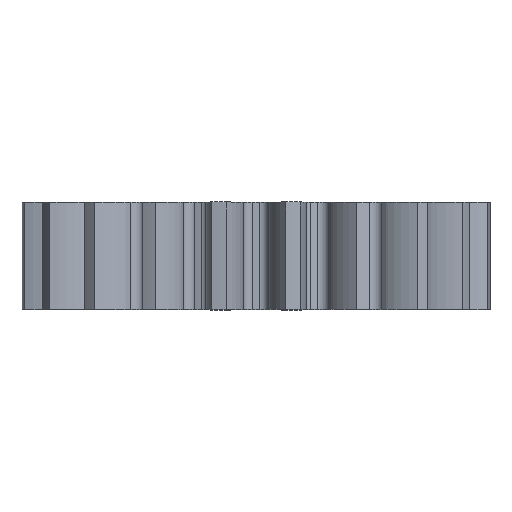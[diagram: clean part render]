
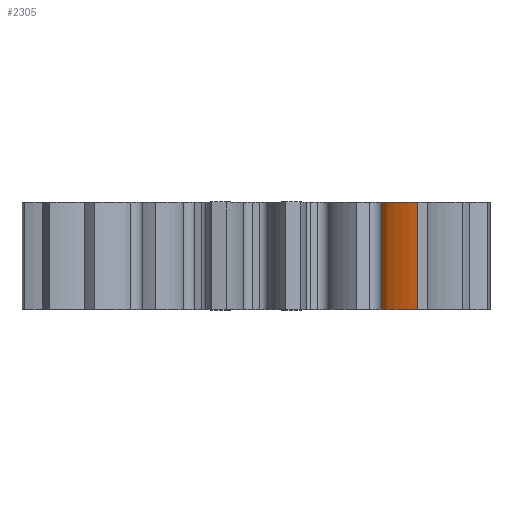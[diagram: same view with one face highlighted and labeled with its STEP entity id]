
A CAD part, top view. The second image highlights one B-rep face of the part: STEP entity #2305.
In plain terms, the highlighted free-form (B-spline) face has degree [3, 1] with [14, 2] control points.
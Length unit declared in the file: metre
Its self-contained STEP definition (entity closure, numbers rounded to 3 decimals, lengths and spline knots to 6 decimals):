
#22=B_SPLINE_SURFACE_WITH_KNOTS('',3,1,((#6791,#6792),(#6793,#6794),(#6795,
#6796),(#6797,#6798),(#6799,#6800),(#6801,#6802),(#6803,#6804),(#6805,#6806),
(#6807,#6808),(#6809,#6810),(#6811,#6812),(#6813,#6814),(#6815,#6816),(#6817,
#6818)),.SURF_OF_LINEAR_EXTRUSION.,.F.,.F.,.F.,(4,1,1,1,1,1,1,1,1,1,1,4),
(2,2),(0.046006,0.075038,0.104071,0.133103,
0.162136,0.220201,0.278267,0.394397,
0.510528,0.626658,0.742789,0.97505),
(0.,1.),.UNSPECIFIED.);
#79=B_SPLINE_CURVE_WITH_KNOTS('',3,(#4473,#4474,#4475,#4476,#4477,#4478,
#4479,#4480,#4481,#4482,#4483,#4484,#4485,#4486,#4487,#4488,#4489,#4490,
#4491,#4492,#4493,#4494,#4495,#4496,#4497,#4498,#4499,#4500,#4501,#4502,
#4503,#4504,#4505,#4506),.UNSPECIFIED.,.F.,.F.,(4,1,1,1,1,1,1,1,1,1,1,1,
1,1,1,1,1,1,1,1,1,1,1,1,1,1,1,1,1,1,1,4),(0.,0.103,0.112602,
0.124998,0.139665,0.156295,0.174681,
0.194668,0.216138,0.238995,0.263159,
0.288562,0.315148,0.342866,0.371671,
0.401523,0.432389,0.464234,0.49703,
0.53075,0.565369,0.600865,0.637216,
0.674403,0.712408,0.751212,0.790801,
0.831158,0.87227,0.914123,0.956704,
0.97505),.UNSPECIFIED.);
#104=B_SPLINE_CURVE_WITH_KNOTS('',3,(#5429,#5430,#5431,#5432,#5433,#5434,
#5435,#5436,#5437,#5438,#5439,#5440,#5441,#5442,#5443,#5444,#5445,#5446,
#5447,#5448,#5449,#5450,#5451,#5452,#5453,#5454,#5455,#5456,#5457,#5458,
#5459,#5460,#5461,#5462),.UNSPECIFIED.,.F.,.F.,(4,1,1,1,1,1,1,1,1,1,1,1,
1,1,1,1,1,1,1,1,1,1,1,1,1,1,1,1,1,1,1,4),(0.,0.103,0.112602,
0.124998,0.139665,0.156295,0.174681,
0.194668,0.216138,0.238995,0.263159,
0.288562,0.315148,0.342866,0.371671,
0.401523,0.432389,0.464234,0.49703,
0.53075,0.565369,0.600865,0.637216,
0.674403,0.712408,0.751212,0.790801,
0.831158,0.87227,0.914123,0.956704,
0.97505),.UNSPECIFIED.);
#728=ORIENTED_EDGE('',*,*,#1192,.T.);
#729=ORIENTED_EDGE('',*,*,#1103,.T.);
#730=ORIENTED_EDGE('',*,*,#1263,.F.);
#731=ORIENTED_EDGE('',*,*,#1352,.F.);
#1103=EDGE_CURVE('',#1473,#1475,#1693,.T.);
#1192=EDGE_CURVE('',#1552,#1473,#79,.T.);
#1263=EDGE_CURVE('',#1609,#1475,#104,.T.);
#1352=EDGE_CURVE('',#1552,#1609,#1728,.T.);
#1473=VERTEX_POINT('',#3407);
#1475=VERTEX_POINT('',#3411);
#1552=VERTEX_POINT('',#4507);
#1609=VERTEX_POINT('',#5428);
#1693=LINE('',#3412,#1821);
#1728=LINE('',#6819,#1856);
#1821=VECTOR('',#2768,1.);
#1856=VECTOR('',#3115,1.);
#1969=EDGE_LOOP('',(#728,#729,#730,#731));
#2097=FACE_BOUND('',#1969,.T.);
#2305=ADVANCED_FACE('',(#2097),#22,.T.);
#2768=DIRECTION('',(0.,1.,0.));
#3115=DIRECTION('',(0.,1.,0.));
#3407=CARTESIAN_POINT('',(0.009561,-0.00635,0.010185));
#3411=CARTESIAN_POINT('',(0.009561,0.,0.010185));
#3412=CARTESIAN_POINT('',(0.009561,-0.00635,0.010185));
#4473=CARTESIAN_POINT('',(0.00709,-0.00635,0.008557));
#4474=CARTESIAN_POINT('',(0.007339,-0.00635,0.008857));
#4475=CARTESIAN_POINT('',(0.007611,-0.00635,0.009186));
#4476=CARTESIAN_POINT('',(0.00762,-0.00635,0.009196));
#4477=CARTESIAN_POINT('',(0.007629,-0.00635,0.009206));
#4478=CARTESIAN_POINT('',(0.007641,-0.00635,0.009218));
#4479=CARTESIAN_POINT('',(0.007656,-0.00635,0.009233));
#4480=CARTESIAN_POINT('',(0.007675,-0.00635,0.009251));
#4481=CARTESIAN_POINT('',(0.007697,-0.00635,0.009272));
#4482=CARTESIAN_POINT('',(0.007724,-0.00635,0.009296));
#4483=CARTESIAN_POINT('',(0.007755,-0.00635,0.009323));
#4484=CARTESIAN_POINT('',(0.00779,-0.00635,0.009351));
#4485=CARTESIAN_POINT('',(0.007829,-0.00635,0.009382));
#4486=CARTESIAN_POINT('',(0.007873,-0.00635,0.009416));
#4487=CARTESIAN_POINT('',(0.007921,-0.00635,0.009451));
#4488=CARTESIAN_POINT('',(0.007974,-0.00635,0.009488));
#4489=CARTESIAN_POINT('',(0.008032,-0.00635,0.009526));
#4490=CARTESIAN_POINT('',(0.008094,-0.00635,0.009566));
#4491=CARTESIAN_POINT('',(0.008161,-0.00635,0.009607));
#4492=CARTESIAN_POINT('',(0.008233,-0.00635,0.009649));
#4493=CARTESIAN_POINT('',(0.00831,-0.00635,0.009692));
#4494=CARTESIAN_POINT('',(0.008393,-0.00635,0.009736));
#4495=CARTESIAN_POINT('',(0.00848,-0.00635,0.00978));
#4496=CARTESIAN_POINT('',(0.008572,-0.00635,0.009825));
#4497=CARTESIAN_POINT('',(0.00867,-0.00635,0.009869));
#4498=CARTESIAN_POINT('',(0.008773,-0.00635,0.009914));
#4499=CARTESIAN_POINT('',(0.008881,-0.00635,0.009958));
#4500=CARTESIAN_POINT('',(0.008995,-0.00635,0.010002));
#4501=CARTESIAN_POINT('',(0.009114,-0.00635,0.010045));
#4502=CARTESIAN_POINT('',(0.009238,-0.00635,0.010088));
#4503=CARTESIAN_POINT('',(0.009368,-0.00635,0.010129));
#4504=CARTESIAN_POINT('',(0.009476,-0.00635,0.010161));
#4505=CARTESIAN_POINT('',(0.009542,-0.00635,0.01018));
#4506=CARTESIAN_POINT('',(0.009561,-0.00635,0.010185));
#4507=CARTESIAN_POINT('',(0.007404,-0.00635,0.008936));
#5428=CARTESIAN_POINT('',(0.007404,0.,0.008936));
#5429=CARTESIAN_POINT('',(0.00709,0.,0.008557));
#5430=CARTESIAN_POINT('',(0.007339,0.,0.008857));
#5431=CARTESIAN_POINT('',(0.007611,0.,0.009186));
#5432=CARTESIAN_POINT('',(0.00762,0.,0.009196));
#5433=CARTESIAN_POINT('',(0.007629,0.,0.009206));
#5434=CARTESIAN_POINT('',(0.007641,0.,0.009218));
#5435=CARTESIAN_POINT('',(0.007656,0.,0.009233));
#5436=CARTESIAN_POINT('',(0.007675,0.,0.009251));
#5437=CARTESIAN_POINT('',(0.007697,0.,0.009272));
#5438=CARTESIAN_POINT('',(0.007724,0.,0.009296));
#5439=CARTESIAN_POINT('',(0.007755,0.,0.009323));
#5440=CARTESIAN_POINT('',(0.00779,0.,0.009351));
#5441=CARTESIAN_POINT('',(0.007829,0.,0.009382));
#5442=CARTESIAN_POINT('',(0.007873,0.,0.009416));
#5443=CARTESIAN_POINT('',(0.007921,0.,0.009451));
#5444=CARTESIAN_POINT('',(0.007974,0.,0.009488));
#5445=CARTESIAN_POINT('',(0.008032,0.,0.009526));
#5446=CARTESIAN_POINT('',(0.008094,0.,0.009566));
#5447=CARTESIAN_POINT('',(0.008161,0.,0.009607));
#5448=CARTESIAN_POINT('',(0.008233,0.,0.009649));
#5449=CARTESIAN_POINT('',(0.00831,0.,0.009692));
#5450=CARTESIAN_POINT('',(0.008393,0.,0.009736));
#5451=CARTESIAN_POINT('',(0.00848,0.,0.00978));
#5452=CARTESIAN_POINT('',(0.008572,0.,0.009825));
#5453=CARTESIAN_POINT('',(0.00867,0.,0.009869));
#5454=CARTESIAN_POINT('',(0.008773,0.,0.009914));
#5455=CARTESIAN_POINT('',(0.008881,0.,0.009958));
#5456=CARTESIAN_POINT('',(0.008995,0.,0.010002));
#5457=CARTESIAN_POINT('',(0.009114,0.,0.010045));
#5458=CARTESIAN_POINT('',(0.009238,0.,0.010088));
#5459=CARTESIAN_POINT('',(0.009368,0.,0.010129));
#5460=CARTESIAN_POINT('',(0.009476,0.,0.010161));
#5461=CARTESIAN_POINT('',(0.009542,0.,0.01018));
#5462=CARTESIAN_POINT('',(0.009561,0.,0.010185));
#6791=CARTESIAN_POINT('',(0.007404,-0.00635,0.008936));
#6792=CARTESIAN_POINT('',(0.007404,0.,0.008936));
#6793=CARTESIAN_POINT('',(0.007462,-0.00635,0.009006));
#6794=CARTESIAN_POINT('',(0.007462,0.,0.009006));
#6795=CARTESIAN_POINT('',(0.007564,-0.00635,0.009129));
#6796=CARTESIAN_POINT('',(0.007564,0.,0.009129));
#6797=CARTESIAN_POINT('',(0.007627,-0.00635,0.009204));
#6798=CARTESIAN_POINT('',(0.007627,0.,0.009204));
#6799=CARTESIAN_POINT('',(0.007631,-0.00635,0.009207));
#6800=CARTESIAN_POINT('',(0.007631,0.,0.009207));
#6801=CARTESIAN_POINT('',(0.007671,-0.00635,0.009249));
#6802=CARTESIAN_POINT('',(0.007671,0.,0.009249));
#6803=CARTESIAN_POINT('',(0.007726,-0.00635,0.009299));
#6804=CARTESIAN_POINT('',(0.007726,0.,0.009299));
#6805=CARTESIAN_POINT('',(0.007839,-0.00635,0.009392));
#6806=CARTESIAN_POINT('',(0.007839,0.,0.009392));
#6807=CARTESIAN_POINT('',(0.008011,-0.00635,0.009516));
#6808=CARTESIAN_POINT('',(0.008011,0.,0.009516));
#6809=CARTESIAN_POINT('',(0.008258,-0.00635,0.009667));
#6810=CARTESIAN_POINT('',(0.008258,0.,0.009667));
#6811=CARTESIAN_POINT('',(0.00854,-0.00635,0.009813));
#6812=CARTESIAN_POINT('',(0.00854,0.,0.009813));
#6813=CARTESIAN_POINT('',(0.008957,-0.00635,0.009996));
#6814=CARTESIAN_POINT('',(0.008957,0.,0.009996));
#6815=CARTESIAN_POINT('',(0.00931,-0.00635,0.010116));
#6816=CARTESIAN_POINT('',(0.00931,0.,0.010116));
#6817=CARTESIAN_POINT('',(0.009561,-0.00635,0.010185));
#6818=CARTESIAN_POINT('',(0.009561,0.,0.010185));
#6819=CARTESIAN_POINT('',(0.007404,-0.00635,0.008936));
